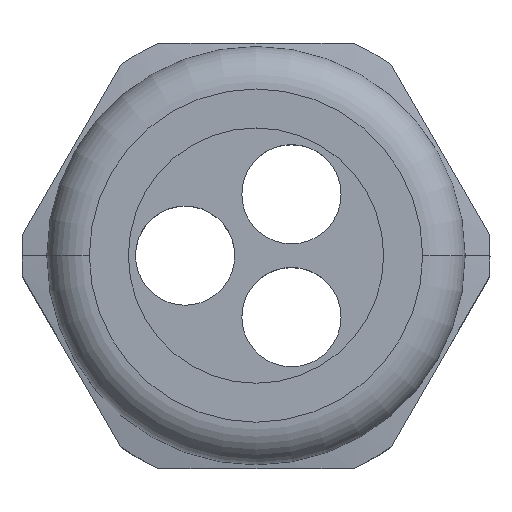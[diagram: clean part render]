
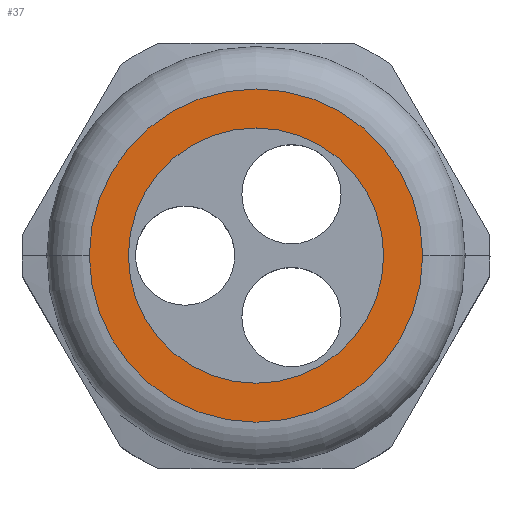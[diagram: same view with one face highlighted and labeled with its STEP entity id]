
A CAD part, top view. The second image highlights one B-rep face of the part: STEP entity #37.
In plain terms, the highlighted planar face has unit normal (0, 0, 1).
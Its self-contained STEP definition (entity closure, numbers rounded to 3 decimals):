
#37 = ADVANCED_FACE ( 'NONE', ( #937, #931 ), #189, .T. ) ;
#189 = PLANE ( 'NONE',  #929 ) ;
#190 = CARTESIAN_POINT ( 'NONE',  ( 0., 0., 32. ) ) ;
#191 = DIRECTION ( 'NONE',  ( 0., 0., 1. ) ) ;
#192 = DIRECTION ( 'NONE',  ( 1., 0., 0. ) ) ;
#325 = CIRCLE ( 'NONE', #437, 11.75 ) ;
#332 = CIRCLE ( 'NONE', #440, 9. ) ;
#350 = CIRCLE ( 'NONE', #554, 9. ) ;
#351 = CIRCLE ( 'NONE', #392, 11.75 ) ;
#392 = AXIS2_PLACEMENT_3D ( 'NONE', #1130, #1131, #1132 ) ;
#437 = AXIS2_PLACEMENT_3D ( 'NONE', #1321, #1322, #1323 ) ;
#440 = AXIS2_PLACEMENT_3D ( 'NONE', #1312, #1313, #1314 ) ;
#554 = AXIS2_PLACEMENT_3D ( 'NONE', #1133, #1134, #1135 ) ;
#624 = EDGE_CURVE ( 'NONE', #1795, #1794, #351, .T. ) ;
#625 = EDGE_CURVE ( 'NONE', #1798, #1799, #350, .T. ) ;
#680 = EDGE_CURVE ( 'NONE', #1799, #1798, #332, .T. ) ;
#683 = EDGE_CURVE ( 'NONE', #1794, #1795, #325, .T. ) ;
#789 = EDGE_LOOP ( 'NONE', ( #1874, #1876 ) ) ;
#790 = EDGE_LOOP ( 'NONE', ( #1873, #1877 ) ) ;
#929 = AXIS2_PLACEMENT_3D ( 'NONE', #190, #191, #192 ) ;
#931 = FACE_OUTER_BOUND ( 'NONE', #790, .T. ) ;
#937 = FACE_BOUND ( 'NONE', #789, .T. ) ;
#1130 = CARTESIAN_POINT ( 'NONE',  ( 0., 0., 32. ) ) ;
#1131 = DIRECTION ( 'NONE',  ( 0., 0., 1. ) ) ;
#1132 = DIRECTION ( 'NONE',  ( 1., 0., 0. ) ) ;
#1133 = CARTESIAN_POINT ( 'NONE',  ( 0., 0., 32. ) ) ;
#1134 = DIRECTION ( 'NONE',  ( 0., 0., 1. ) ) ;
#1135 = DIRECTION ( 'NONE',  ( 1., 0., 0. ) ) ;
#1312 = CARTESIAN_POINT ( 'NONE',  ( 0., 0., 32. ) ) ;
#1313 = DIRECTION ( 'NONE',  ( 0., 0., 1. ) ) ;
#1314 = DIRECTION ( 'NONE',  ( 1., 0., 0. ) ) ;
#1321 = CARTESIAN_POINT ( 'NONE',  ( 0., 0., 32. ) ) ;
#1322 = DIRECTION ( 'NONE',  ( 0., 0., 1. ) ) ;
#1323 = DIRECTION ( 'NONE',  ( 1., 0., 0. ) ) ;
#1700 = CARTESIAN_POINT ( 'NONE',  ( 11.75, 0., 32. ) ) ;
#1701 = CARTESIAN_POINT ( 'NONE',  ( -11.75, 0., 32. ) ) ;
#1704 = CARTESIAN_POINT ( 'NONE',  ( 9., 0., 32. ) ) ;
#1705 = CARTESIAN_POINT ( 'NONE',  ( -9., 0., 32. ) ) ;
#1794 = VERTEX_POINT ( 'NONE', #1700 ) ;
#1795 = VERTEX_POINT ( 'NONE', #1701 ) ;
#1798 = VERTEX_POINT ( 'NONE', #1704 ) ;
#1799 = VERTEX_POINT ( 'NONE', #1705 ) ;
#1873 = ORIENTED_EDGE ( 'NONE', *, *, #683, .T. ) ;
#1874 = ORIENTED_EDGE ( 'NONE', *, *, #625, .F. ) ;
#1876 = ORIENTED_EDGE ( 'NONE', *, *, #680, .F. ) ;
#1877 = ORIENTED_EDGE ( 'NONE', *, *, #624, .T. ) ;
